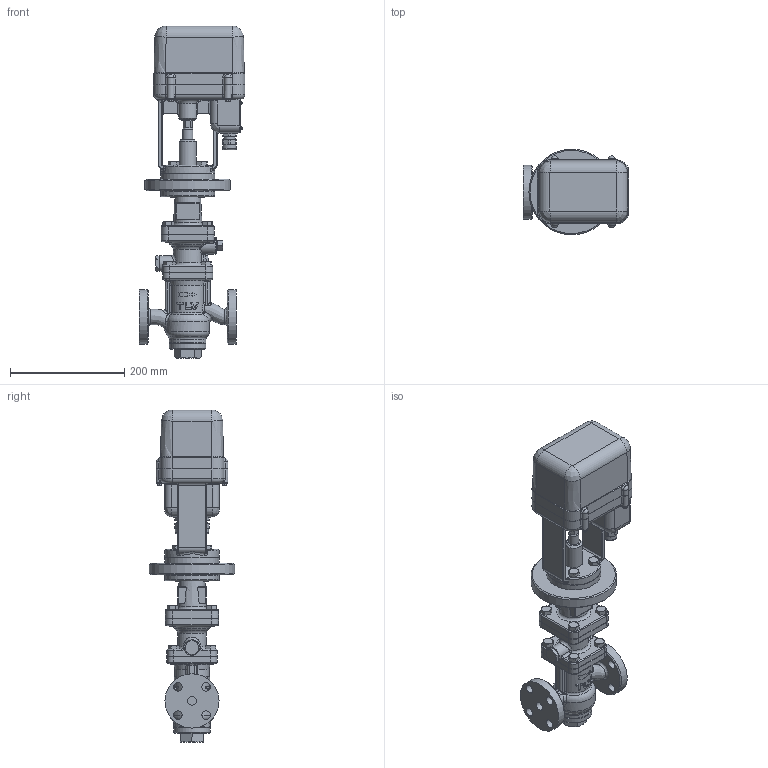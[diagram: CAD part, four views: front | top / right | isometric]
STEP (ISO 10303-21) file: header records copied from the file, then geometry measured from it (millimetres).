
FILE_DESCRIPTION(/* description */ (''),/* implementation_level */ '2;1');
FILE_NAME(/* name */ 'ccr16-015-jis10-00.stp',/* time_stamp */ '2018-01-23T13:36:01+09:00',/* author */ ('nakaot'),/* organization */ (''),/* preprocessor_version */ 'ST-DEVELOPER v15.6',/* originating_system */ 'Autodesk Inventor 2015',/* authorisation */ '');
FILE_SCHEMA (('CONFIG_CONTROL_DESIGN'));
Products named in the file (1): ccr16-015-jis10-00
Bounding box: 185 x 150 x 582 mm (x, y, z)
Volume: 4541683.2 mm3; surface area: 417325.4 mm2
Topology: 2 solids, 4 shells, 1198 faces, 2811 edges, 1684 vertices
Faces by surface type: plane 473, cylinder 300, bspline 172, cone 146, torus 89, sphere 18
Full cylindrical faces by diameter (mm): 2.459 x8, 4.6 x4, 5.3 x4, 7 x4, 10 x24, 12 x16, 15 x10, 18 x1, 18.631 x2, 20 x2, 23 x1, 24 x2, 27 x1, 30 x2, 32 x1, 45 x1, 50 x1, 64 x2, 67.531 x1, 67.717 x1, 95 x5, 150 x1
Entity records: 47442 total; most frequent: CARTESIAN_POINT 22249, ORIENTED_EDGE 5250, DIRECTION 4969, EDGE_CURVE 2625, AXIS2_PLACEMENT_3D 1987, VERTEX_POINT 1647, EDGE_LOOP 1462, FACE_OUTER_BOUND 1198
